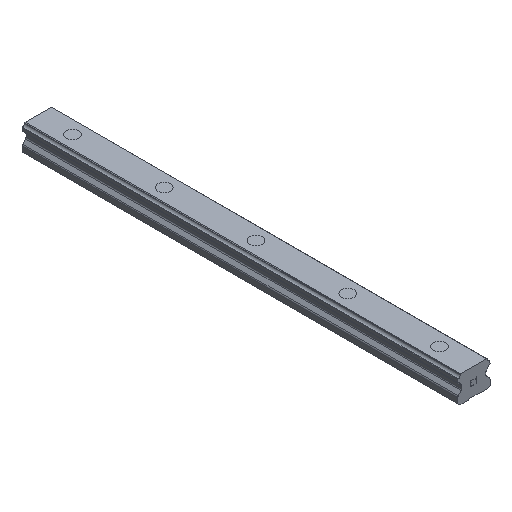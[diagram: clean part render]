
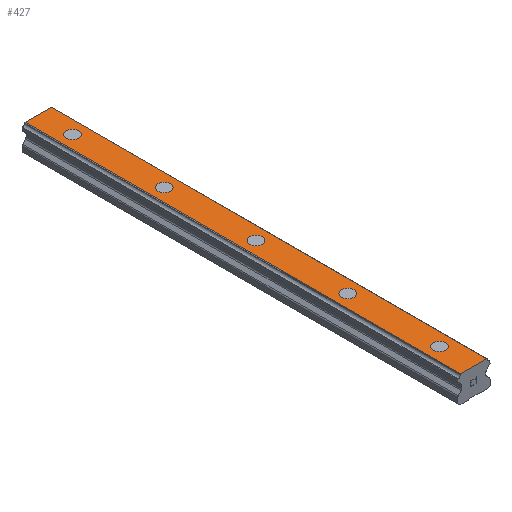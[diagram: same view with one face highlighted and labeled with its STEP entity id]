
A CAD part, isometric view. The second image highlights one B-rep face of the part: STEP entity #427.
In plain terms, the highlighted planar face has unit normal (0, 0, 1).
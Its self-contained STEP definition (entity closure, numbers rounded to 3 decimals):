
#427=ADVANCED_FACE('',(#877,#878,#879,#880,#881,#882),#883,.T.);
#877=FACE_BOUND('',#1348,.T.);
#878=FACE_BOUND('',#1349,.T.);
#879=FACE_BOUND('',#1350,.T.);
#880=FACE_BOUND('',#1351,.T.);
#881=FACE_BOUND('',#1352,.T.);
#882=FACE_OUTER_BOUND('',#1353,.T.);
#883=PLANE('',#1354);
#1348=EDGE_LOOP('',(#2589,#2590));
#1349=EDGE_LOOP('',(#2591,#2592));
#1350=EDGE_LOOP('',(#2593,#2594));
#1351=EDGE_LOOP('',(#2595,#2596));
#1352=EDGE_LOOP('',(#2597,#2598));
#1353=EDGE_LOOP('',(#2599,#2600,#2601,#2602));
#1354=AXIS2_PLACEMENT_3D('',#2603,#2604,#2605);
#2589=ORIENTED_EDGE('',*,*,#2824,.T.);
#2590=ORIENTED_EDGE('',*,*,#3201,.T.);
#2591=ORIENTED_EDGE('',*,*,#2814,.T.);
#2592=ORIENTED_EDGE('',*,*,#3207,.T.);
#2593=ORIENTED_EDGE('',*,*,#2804,.T.);
#2594=ORIENTED_EDGE('',*,*,#3213,.T.);
#2595=ORIENTED_EDGE('',*,*,#2794,.T.);
#2596=ORIENTED_EDGE('',*,*,#3219,.T.);
#2597=ORIENTED_EDGE('',*,*,#2784,.T.);
#2598=ORIENTED_EDGE('',*,*,#3225,.T.);
#2599=ORIENTED_EDGE('',*,*,#3183,.T.);
#2600=ORIENTED_EDGE('',*,*,#3266,.F.);
#2601=ORIENTED_EDGE('',*,*,#3055,.F.);
#2602=ORIENTED_EDGE('',*,*,#3264,.T.);
#2603=CARTESIAN_POINT('',(0.,380.0,23.));
#2604=DIRECTION('',(0.0,0.0,1.0));
#2605=DIRECTION('',(-1.0,0.0,-0.0));
#2784=EDGE_CURVE('',#3320,#3317,#3321,.T.);
#2794=EDGE_CURVE('',#3338,#3335,#3339,.T.);
#2804=EDGE_CURVE('',#3356,#3353,#3357,.T.);
#2814=EDGE_CURVE('',#3374,#3371,#3375,.T.);
#2824=EDGE_CURVE('',#3392,#3389,#3393,.T.);
#3055=EDGE_CURVE('',#3738,#3740,#3741,.T.);
#3183=EDGE_CURVE('',#3951,#3949,#3952,.T.);
#3201=EDGE_CURVE('',#3389,#3392,#3985,.T.);
#3207=EDGE_CURVE('',#3371,#3374,#3991,.T.);
#3213=EDGE_CURVE('',#3353,#3356,#3997,.T.);
#3219=EDGE_CURVE('',#3335,#3338,#4003,.T.);
#3225=EDGE_CURVE('',#3317,#3320,#4009,.T.);
#3264=EDGE_CURVE('',#3738,#3951,#4048,.T.);
#3266=EDGE_CURVE('',#3740,#3949,#4050,.T.);
#3317=VERTEX_POINT('',#4103);
#3320=VERTEX_POINT('',#4107);
#3321=CIRCLE('',#4108,5.5);
#3335=VERTEX_POINT('',#4125);
#3338=VERTEX_POINT('',#4129);
#3339=CIRCLE('',#4130,5.5);
#3353=VERTEX_POINT('',#4147);
#3356=VERTEX_POINT('',#4151);
#3357=CIRCLE('',#4152,5.5);
#3371=VERTEX_POINT('',#4169);
#3374=VERTEX_POINT('',#4173);
#3375=CIRCLE('',#4174,5.5);
#3389=VERTEX_POINT('',#4191);
#3392=VERTEX_POINT('',#4195);
#3393=CIRCLE('',#4196,5.5);
#3738=VERTEX_POINT('',#4674);
#3740=VERTEX_POINT('',#4677);
#3741=LINE('',#4678,#4679);
#3949=VERTEX_POINT('',#4971);
#3951=VERTEX_POINT('',#4974);
#3952=LINE('',#4975,#4976);
#3985=CIRCLE('',#5016,5.5);
#3991=CIRCLE('',#5022,5.5);
#3997=CIRCLE('',#5028,5.5);
#4003=CIRCLE('',#5034,5.5);
#4009=CIRCLE('',#5040,5.5);
#4048=LINE('',#5096,#5097);
#4050=LINE('',#5099,#5100);
#4103=CARTESIAN_POINT('',(5.5,30.0,23.));
#4107=CARTESIAN_POINT('',(-5.5,30.0,23.));
#4108=AXIS2_PLACEMENT_3D('',#5169,#5170,#5171);
#4125=CARTESIAN_POINT('',(5.5,110.0,23.));
#4129=CARTESIAN_POINT('',(-5.5,110.0,23.));
#4130=AXIS2_PLACEMENT_3D('',#5185,#5186,#5187);
#4147=CARTESIAN_POINT('',(5.5,190.0,23.));
#4151=CARTESIAN_POINT('',(-5.5,190.0,23.));
#4152=AXIS2_PLACEMENT_3D('',#5201,#5202,#5203);
#4169=CARTESIAN_POINT('',(5.5,270.0,23.));
#4173=CARTESIAN_POINT('',(-5.5,270.0,23.));
#4174=AXIS2_PLACEMENT_3D('',#5217,#5218,#5219);
#4191=CARTESIAN_POINT('',(5.5,350.0,23.));
#4195=CARTESIAN_POINT('',(-5.5,350.0,23.));
#4196=AXIS2_PLACEMENT_3D('',#5233,#5234,#5235);
#4674=CARTESIAN_POINT('',(-11.386,380.0,23.));
#4677=CARTESIAN_POINT('',(11.386,380.0,23.));
#4678=CARTESIAN_POINT('',(-11.386,380.0,23.));
#4679=VECTOR('',#5475,1.0);
#4971=CARTESIAN_POINT('',(11.386,0.0,23.));
#4974=CARTESIAN_POINT('',(-11.386,0.0,23.));
#4975=CARTESIAN_POINT('',(-11.386,0.0,23.));
#4976=VECTOR('',#5615,1.0);
#5016=AXIS2_PLACEMENT_3D('',#5650,#5651,#5652);
#5022=AXIS2_PLACEMENT_3D('',#5659,#5660,#5661);
#5028=AXIS2_PLACEMENT_3D('',#5668,#5669,#5670);
#5034=AXIS2_PLACEMENT_3D('',#5677,#5678,#5679);
#5040=AXIS2_PLACEMENT_3D('',#5686,#5687,#5688);
#5096=CARTESIAN_POINT('',(-11.386,380.0,23.));
#5097=VECTOR('',#5712,1.0);
#5099=CARTESIAN_POINT('',(11.386,380.0,23.));
#5100=VECTOR('',#5713,1.0);
#5169=CARTESIAN_POINT('',(0.0,30.0,23.));
#5170=DIRECTION('',(0.0,0.0,-1.0));
#5171=DIRECTION('',(1.0,0.0,0.0));
#5185=CARTESIAN_POINT('',(0.0,110.0,23.));
#5186=DIRECTION('',(0.0,0.0,-1.0));
#5187=DIRECTION('',(1.0,0.0,0.0));
#5201=CARTESIAN_POINT('',(0.0,190.0,23.));
#5202=DIRECTION('',(0.0,0.0,-1.0));
#5203=DIRECTION('',(1.0,0.0,0.0));
#5217=CARTESIAN_POINT('',(0.0,270.0,23.));
#5218=DIRECTION('',(0.0,0.0,-1.0));
#5219=DIRECTION('',(1.0,0.0,0.0));
#5233=CARTESIAN_POINT('',(0.0,350.0,23.));
#5234=DIRECTION('',(0.0,0.0,-1.0));
#5235=DIRECTION('',(1.0,0.0,0.0));
#5475=DIRECTION('',(1.0,0.0,0.0));
#5615=DIRECTION('',(1.0,0.0,0.0));
#5650=CARTESIAN_POINT('',(0.0,350.0,23.));
#5651=DIRECTION('',(0.0,0.0,-1.0));
#5652=DIRECTION('',(1.0,0.0,0.0));
#5659=CARTESIAN_POINT('',(0.0,270.0,23.));
#5660=DIRECTION('',(0.0,0.0,-1.0));
#5661=DIRECTION('',(1.0,0.0,0.0));
#5668=CARTESIAN_POINT('',(0.0,190.0,23.));
#5669=DIRECTION('',(0.0,0.0,-1.0));
#5670=DIRECTION('',(1.0,0.0,0.0));
#5677=CARTESIAN_POINT('',(0.0,110.0,23.));
#5678=DIRECTION('',(0.0,0.0,-1.0));
#5679=DIRECTION('',(1.0,0.0,0.0));
#5686=CARTESIAN_POINT('',(0.0,30.0,23.));
#5687=DIRECTION('',(0.0,0.0,-1.0));
#5688=DIRECTION('',(1.0,0.0,0.0));
#5712=DIRECTION('',(0.0,-1.0,0.0));
#5713=DIRECTION('',(0.0,-1.0,0.0));
